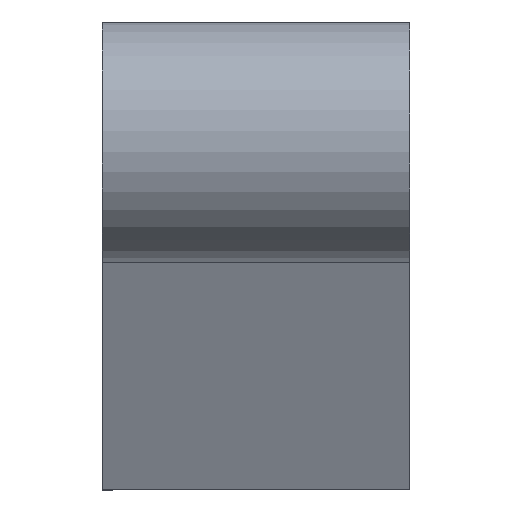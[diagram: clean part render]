
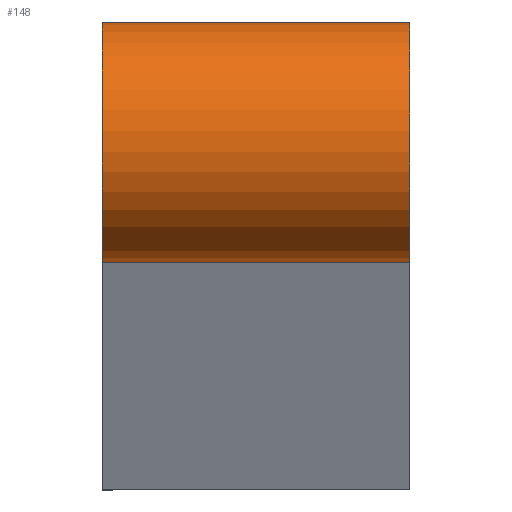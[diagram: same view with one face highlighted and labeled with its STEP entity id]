
A CAD part, top view. The second image highlights one B-rep face of the part: STEP entity #148.
In plain terms, the highlighted cylindrical face has radius 4 mm (diameter 8 mm), a partial arc.
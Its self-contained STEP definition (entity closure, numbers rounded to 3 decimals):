
#30=FACE_OUTER_BOUND('',#38,.T.);
#38=EDGE_LOOP('',(#117,#118,#119,#120));
#52=LINE('',#267,#62);
#53=LINE('',#273,#63);
#62=VECTOR('',#220,10.);
#63=VECTOR('',#227,10.);
#71=CIRCLE('',#188,4.);
#72=CIRCLE('',#189,4.);
#79=VERTEX_POINT('',#260);
#82=VERTEX_POINT('',#265);
#83=VERTEX_POINT('',#269);
#84=VERTEX_POINT('',#271);
#96=EDGE_CURVE('',#79,#82,#52,.T.);
#97=EDGE_CURVE('',#83,#79,#71,.T.);
#98=EDGE_CURVE('',#84,#82,#72,.T.);
#99=EDGE_CURVE('',#83,#84,#53,.T.);
#117=ORIENTED_EDGE('',*,*,#97,.T.);
#118=ORIENTED_EDGE('',*,*,#96,.T.);
#119=ORIENTED_EDGE('',*,*,#98,.F.);
#120=ORIENTED_EDGE('',*,*,#99,.F.);
#143=CYLINDRICAL_SURFACE('',#187,4.);
#148=ADVANCED_FACE('',(#30),#143,.T.);
#187=AXIS2_PLACEMENT_3D('',#268,#221,#222);
#188=AXIS2_PLACEMENT_3D('',#270,#223,#224);
#189=AXIS2_PLACEMENT_3D('',#272,#225,#226);
#220=DIRECTION('',(0.,0.,1.));
#221=DIRECTION('center_axis',(0.,0.,1.));
#222=DIRECTION('ref_axis',(0.,-1.,0.));
#223=DIRECTION('center_axis',(0.,0.,1.));
#224=DIRECTION('ref_axis',(0.,-1.,0.));
#225=DIRECTION('center_axis',(0.,0.,1.));
#226=DIRECTION('ref_axis',(0.,-1.,0.));
#227=DIRECTION('',(0.,0.,1.));
#260=CARTESIAN_POINT('',(78.,4.,0.));
#265=CARTESIAN_POINT('',(78.,4.,10.2));
#267=CARTESIAN_POINT('',(78.,4.,0.));
#268=CARTESIAN_POINT('Origin',(78.,0.,0.));
#269=CARTESIAN_POINT('',(78.,-4.,0.));
#270=CARTESIAN_POINT('Origin',(78.,0.,0.));
#271=CARTESIAN_POINT('',(78.,-4.,10.2));
#272=CARTESIAN_POINT('Origin',(78.,0.,10.2));
#273=CARTESIAN_POINT('',(78.,-4.,0.));
